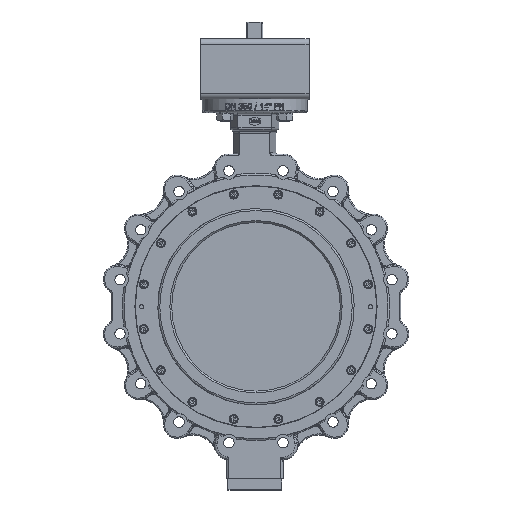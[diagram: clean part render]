
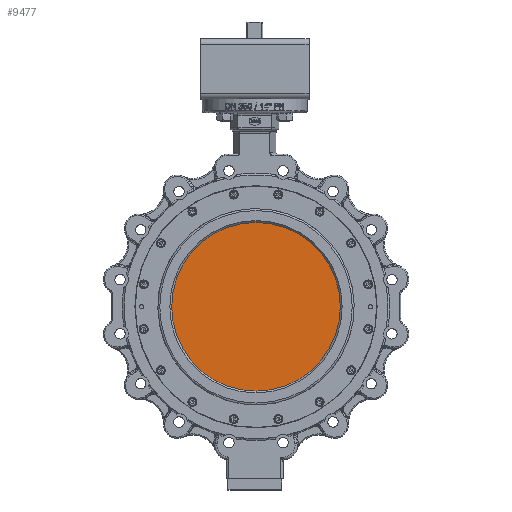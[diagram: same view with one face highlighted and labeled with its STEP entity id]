
A CAD part, top view. The second image highlights one B-rep face of the part: STEP entity #9477.
In plain terms, the highlighted planar face has unit normal (0, 0, 1).
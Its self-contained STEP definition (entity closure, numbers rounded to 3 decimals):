
#8710=CARTESIAN_POINT('',(-140.,0.,45.));
#8711=VERTEX_POINT('',#8710);
#8712=CARTESIAN_POINT('',(0.,0.,45.));
#8713=DIRECTION('',(0.0,0.0,1.0));
#8714=DIRECTION('',(-1.0,0.0,0.0));
#8715=AXIS2_PLACEMENT_3D('',#8712,#8713,#8714);
#8716=CIRCLE('',#8715,140.0);
#8717=EDGE_CURVE('',#8711,#8711,#8716,.T.);
#9469=CARTESIAN_POINT('',(-70.,0.,45.));
#9470=DIRECTION('',(0.0,0.0,-1.0));
#9471=DIRECTION('',(0.0,-1.0,0.0));
#9472=AXIS2_PLACEMENT_3D('',#9469,#9470,#9471);
#9473=PLANE('',#9472);
#9474=ORIENTED_EDGE('',*,*,#8717,.T.);
#9475=EDGE_LOOP('',(#9474));
#9476=FACE_OUTER_BOUND('',#9475,.T.);
#9477=ADVANCED_FACE('',(#9476),#9473,.F.);
